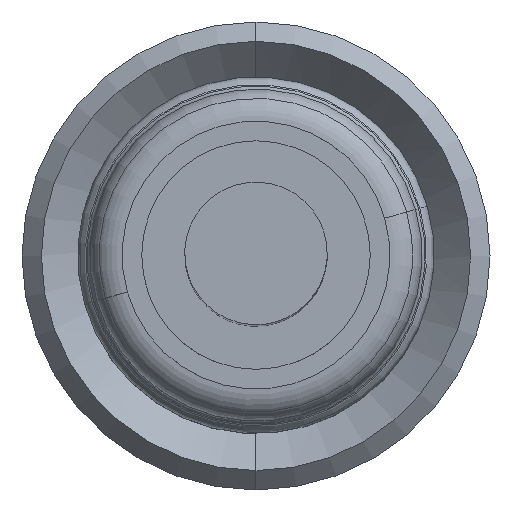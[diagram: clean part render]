
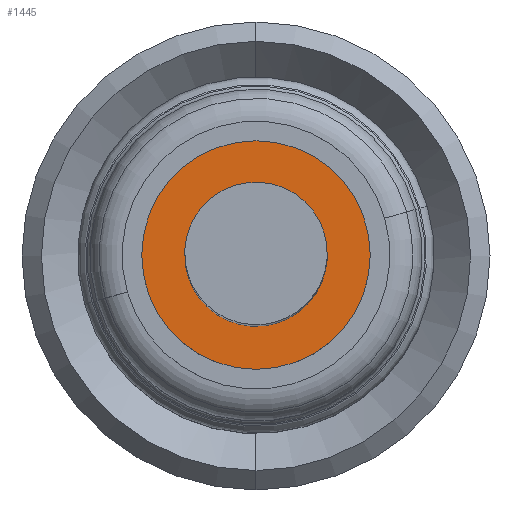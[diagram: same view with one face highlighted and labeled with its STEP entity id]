
A CAD part, top view. The second image highlights one B-rep face of the part: STEP entity #1445.
In plain terms, the highlighted planar face has unit normal (0, 0, 1).
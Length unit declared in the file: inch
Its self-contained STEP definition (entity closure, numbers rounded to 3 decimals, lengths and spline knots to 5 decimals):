
#163 = DIRECTION ( 'NONE',  ( 1., 0., 0. ) ) ;
#164 = DIRECTION ( 'NONE',  ( 0., 0., 1. ) ) ;
#165 = CARTESIAN_POINT ( 'NONE',  ( -0.37849, -0.06591, 1.20294 ) ) ;
#191 = CIRCLE ( 'NONE', #1713, 0.125 ) ;
#224 = CIRCLE ( 'NONE', #1740, 0.078 ) ;
#285 = CIRCLE ( 'NONE', #1774, 0.125 ) ;
#313 = CIRCLE ( 'NONE', #1737, 0.078 ) ;
#373 = FACE_BOUND ( 'NONE', #705, .T. ) ;
#382 = FACE_OUTER_BOUND ( 'NONE', #693, .T. ) ;
#511 = VERTEX_POINT ( 'NONE', #1267 ) ;
#563 = VERTEX_POINT ( 'NONE', #1200 ) ;
#580 = VERTEX_POINT ( 'NONE', #1165 ) ;
#581 = VERTEX_POINT ( 'NONE', #1164 ) ;
#693 = EDGE_LOOP ( 'NONE', ( #732, #1535 ) ) ;
#705 = EDGE_LOOP ( 'NONE', ( #1513, #1656 ) ) ;
#732 = ORIENTED_EDGE ( 'NONE', *, *, #1980, .T. ) ;
#844 = DIRECTION ( 'NONE',  ( 1., 0., 0. ) ) ;
#845 = DIRECTION ( 'NONE',  ( 0., 0., 1. ) ) ;
#847 = CARTESIAN_POINT ( 'NONE',  ( -0.37849, -0.06591, 1.20294 ) ) ;
#861 = DIRECTION ( 'NONE',  ( 1., 0., 0. ) ) ;
#862 = DIRECTION ( 'NONE',  ( 0., 0., 1. ) ) ;
#863 = CARTESIAN_POINT ( 'NONE',  ( -0.37849, -0.06591, 1.20294 ) ) ;
#1101 = DIRECTION ( 'NONE',  ( 1., 0., 0. ) ) ;
#1102 = DIRECTION ( 'NONE',  ( 0., 0., 1. ) ) ;
#1103 = CARTESIAN_POINT ( 'NONE',  ( -0.37849, -0.06591, 1.20294 ) ) ;
#1164 = CARTESIAN_POINT ( 'NONE',  ( -0.3696, -0.1434, 1.20294 ) ) ;
#1165 = CARTESIAN_POINT ( 'NONE',  ( -0.38738, 0.01158, 1.20294 ) ) ;
#1200 = CARTESIAN_POINT ( 'NONE',  ( -0.50349, -0.06591, 1.20294 ) ) ;
#1267 = CARTESIAN_POINT ( 'NONE',  ( -0.25349, -0.06591, 1.20294 ) ) ;
#1337 = DIRECTION ( 'NONE',  ( 1., 0., 0. ) ) ;
#1338 = DIRECTION ( 'NONE',  ( 0., 0., 1. ) ) ;
#1343 = CARTESIAN_POINT ( 'NONE',  ( -0.37849, -0.06591, 1.20294 ) ) ;
#1345 = PLANE ( 'NONE',  #1814 ) ;
#1445 = ADVANCED_FACE ( 'NONE', ( #382, #373 ), #1345, .T. ) ;
#1513 = ORIENTED_EDGE ( 'NONE', *, *, #1955, .F. ) ;
#1535 = ORIENTED_EDGE ( 'NONE', *, *, #1892, .T. ) ;
#1656 = ORIENTED_EDGE ( 'NONE', *, *, #1951, .F. ) ;
#1713 = AXIS2_PLACEMENT_3D ( 'NONE', #165, #164, #163 ) ;
#1737 = AXIS2_PLACEMENT_3D ( 'NONE', #847, #845, #844 ) ;
#1740 = AXIS2_PLACEMENT_3D ( 'NONE', #863, #862, #861 ) ;
#1774 = AXIS2_PLACEMENT_3D ( 'NONE', #1103, #1102, #1101 ) ;
#1814 = AXIS2_PLACEMENT_3D ( 'NONE', #1343, #1338, #1337 ) ;
#1892 = EDGE_CURVE ( 'NONE', #511, #563, #285, .T. ) ;
#1951 = EDGE_CURVE ( 'NONE', #580, #581, #224, .T. ) ;
#1955 = EDGE_CURVE ( 'NONE', #581, #580, #313, .T. ) ;
#1980 = EDGE_CURVE ( 'NONE', #563, #511, #191, .T. ) ;
